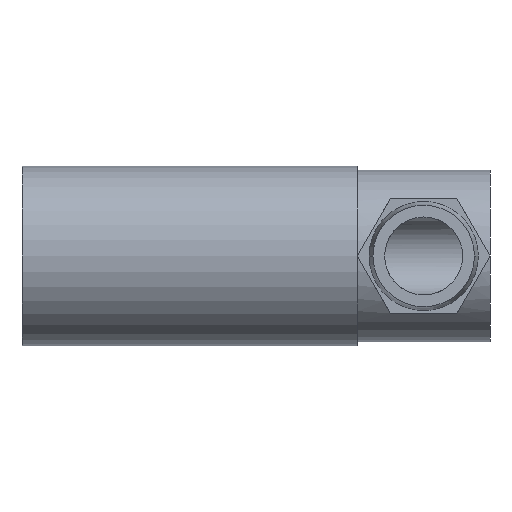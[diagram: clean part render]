
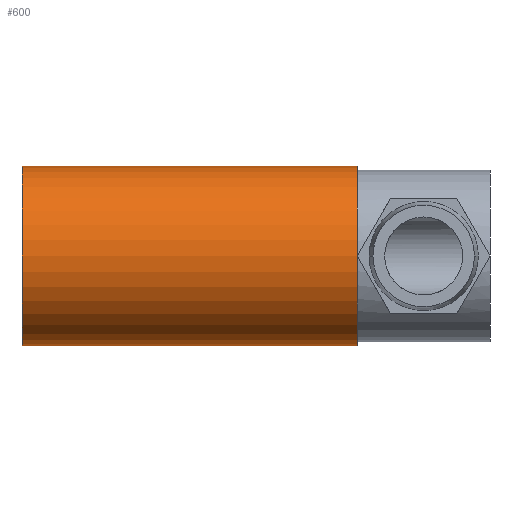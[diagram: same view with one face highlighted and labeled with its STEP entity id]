
A CAD part, front view. The second image highlights one B-rep face of the part: STEP entity #600.
In plain terms, the highlighted cylindrical face has radius 11.5 mm (diameter 23 mm), a partial arc.
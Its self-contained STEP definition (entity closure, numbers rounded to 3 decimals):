
#41 = CYLINDRICAL_SURFACE ( 'NONE', #3437, 11.5 ) ;
#312 = AXIS2_PLACEMENT_3D ( 'NONE', #6972, #2262, #4266 ) ;
#346 = CARTESIAN_POINT ( 'NONE',  ( 43., 0., 11.5 ) ) ;
#600 = ADVANCED_FACE ( 'NONE', ( #5589 ), #41, .T. ) ;
#710 = CARTESIAN_POINT ( 'NONE',  ( 0., 0., 0. ) ) ;
#850 = CARTESIAN_POINT ( 'NONE',  ( 0., 0., 11.5 ) ) ;
#1463 = CIRCLE ( 'NONE', #8283, 11.5 ) ;
#1725 = VECTOR ( 'NONE', #4700, 1000. ) ;
#1929 = EDGE_CURVE ( 'NONE', #7438, #2357, #3369, .T. ) ;
#2094 = DIRECTION ( 'NONE',  ( -1., 0., 0. ) ) ;
#2262 = DIRECTION ( 'NONE',  ( -1., 0., 0. ) ) ;
#2357 = VERTEX_POINT ( 'NONE', #4774 ) ;
#2395 = CARTESIAN_POINT ( 'NONE',  ( 0., 0., -11.5 ) ) ;
#3158 = VERTEX_POINT ( 'NONE', #3238 ) ;
#3238 = CARTESIAN_POINT ( 'NONE',  ( 43., 0., -11.5 ) ) ;
#3261 = DIRECTION ( 'NONE',  ( 0., 0., 1. ) ) ;
#3369 = LINE ( 'NONE', #850, #1725 ) ;
#3437 = AXIS2_PLACEMENT_3D ( 'NONE', #6137, #2094, #6808 ) ;
#3628 = CARTESIAN_POINT ( 'NONE',  ( 0., 0., -11.5 ) ) ;
#3705 = EDGE_CURVE ( 'NONE', #3158, #7438, #6422, .T. ) ;
#3960 = ORIENTED_EDGE ( 'NONE', *, *, #4903, .F. ) ;
#4266 = DIRECTION ( 'NONE',  ( 0., 0., 1. ) ) ;
#4700 = DIRECTION ( 'NONE',  ( -1., 0., 0. ) ) ;
#4738 = VECTOR ( 'NONE', #6514, 1000. ) ;
#4774 = CARTESIAN_POINT ( 'NONE',  ( 0., 0., 11.5 ) ) ;
#4903 = EDGE_CURVE ( 'NONE', #5767, #2357, #1463, .T. ) ;
#5009 = LINE ( 'NONE', #3628, #4738 ) ;
#5115 = ORIENTED_EDGE ( 'NONE', *, *, #3705, .T. ) ;
#5124 = EDGE_CURVE ( 'NONE', #3158, #5767, #5009, .T. ) ;
#5302 = DIRECTION ( 'NONE',  ( -1., 0., 0. ) ) ;
#5589 = FACE_OUTER_BOUND ( 'NONE', #7430, .T. ) ;
#5767 = VERTEX_POINT ( 'NONE', #2395 ) ;
#5970 = ORIENTED_EDGE ( 'NONE', *, *, #5124, .F. ) ;
#6137 = CARTESIAN_POINT ( 'NONE',  ( 0., 0., 0. ) ) ;
#6422 = CIRCLE ( 'NONE', #312, 11.5 ) ;
#6514 = DIRECTION ( 'NONE',  ( -1., 0., 0. ) ) ;
#6808 = DIRECTION ( 'NONE',  ( 0., 0., 1. ) ) ;
#6972 = CARTESIAN_POINT ( 'NONE',  ( 43., 0., 0. ) ) ;
#7430 = EDGE_LOOP ( 'NONE', ( #5970, #5115, #7676, #3960 ) ) ;
#7438 = VERTEX_POINT ( 'NONE', #346 ) ;
#7676 = ORIENTED_EDGE ( 'NONE', *, *, #1929, .T. ) ;
#8283 = AXIS2_PLACEMENT_3D ( 'NONE', #710, #5302, #3261 ) ;
